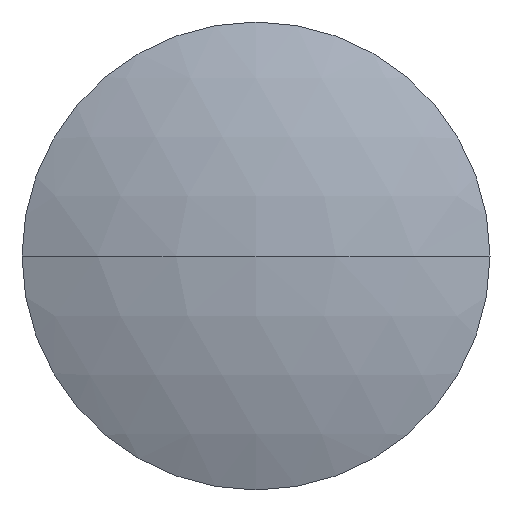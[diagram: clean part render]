
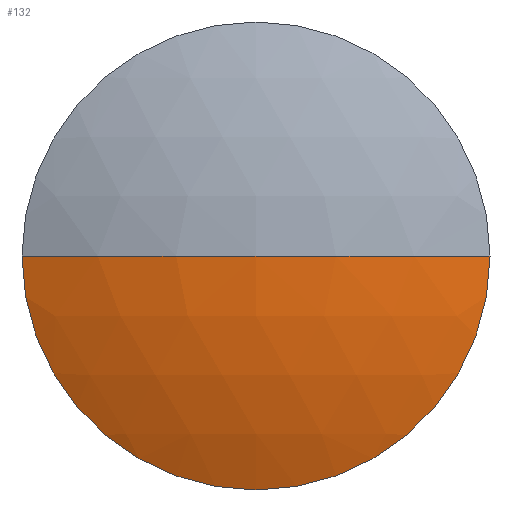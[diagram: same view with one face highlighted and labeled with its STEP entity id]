
A CAD part, left-side view. The second image highlights one B-rep face of the part: STEP entity #132.
In plain terms, the highlighted spherical face has radius 16.159 mm.
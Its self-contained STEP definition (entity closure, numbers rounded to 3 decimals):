
#6 = FACE_OUTER_BOUND ( 'NONE', #282, .T. ) ;
#11 = AXIS2_PLACEMENT_3D ( 'NONE', #108, #128, #316 ) ;
#13 = EDGE_CURVE ( 'NONE', #26, #312, #109, .T. ) ;
#17 = ORIENTED_EDGE ( 'NONE', *, *, #117, .F. ) ;
#26 = VERTEX_POINT ( 'NONE', #286 ) ;
#35 = CARTESIAN_POINT ( 'NONE',  ( 42.229, 24.308, 0. ) ) ;
#40 = VERTEX_POINT ( 'NONE', #283 ) ;
#58 = AXIS2_PLACEMENT_3D ( 'NONE', #35, #111, #261 ) ;
#68 = EDGE_CURVE ( 'NONE', #155, #40, #170, .T. ) ;
#70 = SPHERICAL_SURFACE ( 'NONE', #98, 16.159 ) ;
#86 = DIRECTION ( 'NONE',  ( 0., 0., -1. ) ) ;
#90 = CARTESIAN_POINT ( 'NONE',  ( 42.229, 24.308, -6.35 ) ) ;
#98 = AXIS2_PLACEMENT_3D ( 'NONE', #159, #86, #233 ) ;
#108 = CARTESIAN_POINT ( 'NONE',  ( 57.089, 24.308, 0. ) ) ;
#109 = CIRCLE ( 'NONE', #112, 6.35 ) ;
#111 = DIRECTION ( 'NONE',  ( -1., 0., 0. ) ) ;
#112 = AXIS2_PLACEMENT_3D ( 'NONE', #228, #339, #281 ) ;
#113 = CARTESIAN_POINT ( 'NONE',  ( 42.229, 17.958, 0. ) ) ;
#117 = EDGE_CURVE ( 'NONE', #26, #40, #334, .T. ) ;
#128 = DIRECTION ( 'NONE',  ( 0., 0., -1. ) ) ;
#129 = EDGE_CURVE ( 'NONE', #312, #155, #192, .T. ) ;
#132 = ADVANCED_FACE ( 'NONE', ( #6 ), #70, .T. ) ;
#143 = AXIS2_PLACEMENT_3D ( 'NONE', #265, #234, #295 ) ;
#155 = VERTEX_POINT ( 'NONE', #113 ) ;
#159 = CARTESIAN_POINT ( 'NONE',  ( 57.089, 24.308, 0. ) ) ;
#167 = ORIENTED_EDGE ( 'NONE', *, *, #129, .T. ) ;
#170 = CIRCLE ( 'NONE', #11, 16.159 ) ;
#175 = ORIENTED_EDGE ( 'NONE', *, *, #13, .T. ) ;
#192 = CIRCLE ( 'NONE', #58, 6.35 ) ;
#228 = CARTESIAN_POINT ( 'NONE',  ( 42.229, 24.308, 0. ) ) ;
#233 = DIRECTION ( 'NONE',  ( 0., 1., 0. ) ) ;
#234 = DIRECTION ( 'NONE',  ( 0., 0., 1. ) ) ;
#261 = DIRECTION ( 'NONE',  ( 0., 0., 1. ) ) ;
#265 = CARTESIAN_POINT ( 'NONE',  ( 57.089, 24.308, 0. ) ) ;
#271 = ORIENTED_EDGE ( 'NONE', *, *, #68, .T. ) ;
#281 = DIRECTION ( 'NONE',  ( 0., 0., 1. ) ) ;
#282 = EDGE_LOOP ( 'NONE', ( #175, #167, #271, #17 ) ) ;
#283 = CARTESIAN_POINT ( 'NONE',  ( 40.929, 24.308, 0. ) ) ;
#286 = CARTESIAN_POINT ( 'NONE',  ( 42.229, 30.658, 0. ) ) ;
#295 = DIRECTION ( 'NONE',  ( 1., 0., 0. ) ) ;
#312 = VERTEX_POINT ( 'NONE', #90 ) ;
#316 = DIRECTION ( 'NONE',  ( 0., 1., 0. ) ) ;
#334 = CIRCLE ( 'NONE', #143, 16.159 ) ;
#339 = DIRECTION ( 'NONE',  ( -1., 0., 0. ) ) ;
